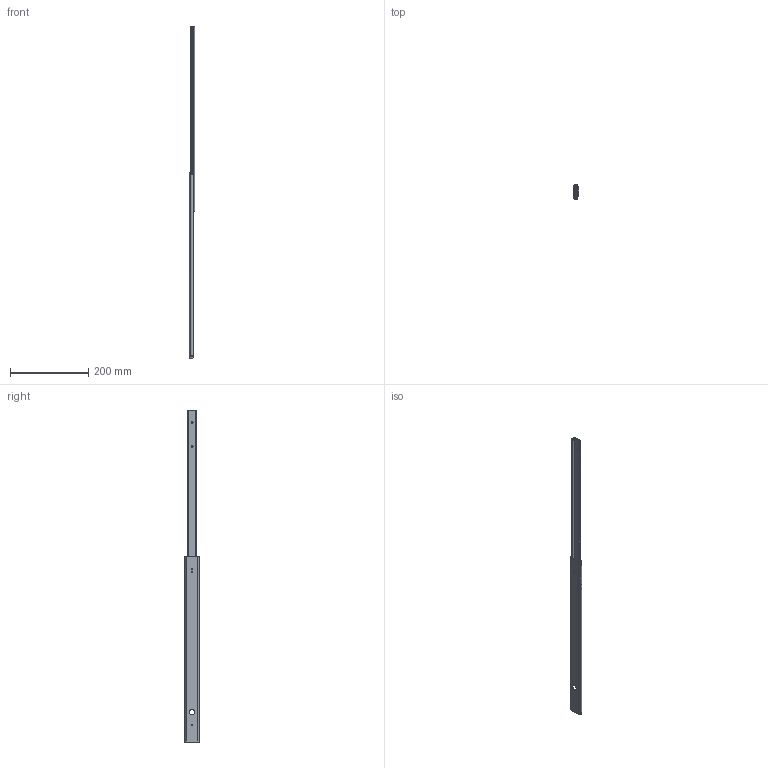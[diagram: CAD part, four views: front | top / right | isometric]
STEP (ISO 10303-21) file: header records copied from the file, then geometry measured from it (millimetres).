
FILE_DESCRIPTION(/* description */ ('Teilauszug Serie 012 473x373'),/* implementation_level */ '2;1');
FILE_NAME(/* name */ '07000052004.stp',/* time_stamp */ '2020-06-18T08:44:39+02:00',/* author */ ('Dennis Bruder'),/* organization */ (''),/* preprocessor_version */ 'ST-DEVELOPER v18',/* originating_system */ 'Autodesk Inventor 2020',/* authorisation */ '');
FILE_SCHEMA (('AUTOMOTIVE_DESIGN { 1 0 10303 214 3 1 1 }'));
Length unit declared in the file: millimetre
Products named in the file (1): 07000052004
Bounding box: 13 x 37.5 x 846 mm (x, y, z)
Volume: 79840.8 mm3; surface area: 97233.4 mm2
Topology: 15 solids, 15 shells, 150 faces, 408 edges, 278 vertices
Faces by surface type: cylinder 64, plane 58, sphere 28
Full cylindrical faces by diameter (mm): 3.65 x2, 4.7 x1, 5.1 x4, 6.4 x12, 14 x1
Entity records: 7032 total; most frequent: CARTESIAN_POINT 2997, ORIENTED_EDGE 768, DIRECTION 756, EDGE_CURVE 384, VERTEX_POINT 278, AXIS2_PLACEMENT_3D 271, LINE 214, VECTOR 214
